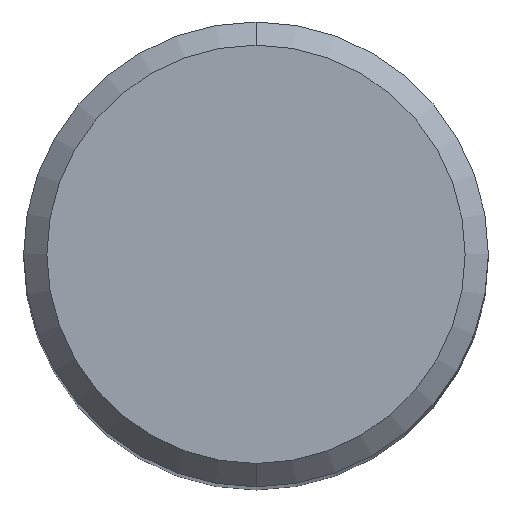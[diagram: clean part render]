
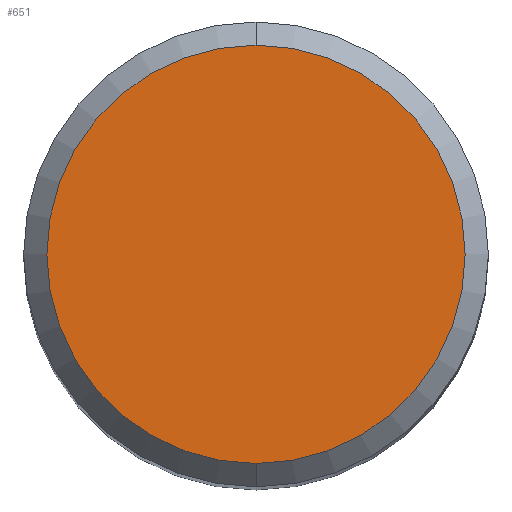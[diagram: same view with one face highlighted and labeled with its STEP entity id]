
A CAD part, top view. The second image highlights one B-rep face of the part: STEP entity #651.
In plain terms, the highlighted planar face has unit normal (0, 0, 1).
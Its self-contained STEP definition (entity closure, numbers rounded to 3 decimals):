
#397=EDGE_CURVE('',#755,#647,#977,.T.);
#623=EDGE_CURVE('',#647,#755,#1227,.T.);
#647=VERTEX_POINT('',#1253);
#651=ADVANCED_FACE('',(#1257),#1258,.T.);
#755=VERTEX_POINT('',#1369);
#977=CIRCLE('',#1779,4.5);
#1227=CIRCLE('',#3274,4.5);
#1253=CARTESIAN_POINT('',(0.0,4.5,0.0));
#1257=FACE_OUTER_BOUND('',#3385,.T.);
#1258=PLANE('',#3386);
#1369=CARTESIAN_POINT('',(0.,-4.5,0.0));
#1779=AXIS2_PLACEMENT_3D('',#5993,#5994,#5995);
#3274=AXIS2_PLACEMENT_3D('',#6305,#6306,#6307);
#3385=EDGE_LOOP('',(#6330,#6331));
#3386=AXIS2_PLACEMENT_3D('',#6332,#6333,#6334);
#5993=CARTESIAN_POINT('',(0.0,0.0,0.0));
#5994=DIRECTION('',(0.0,0.0,-1.0));
#5995=DIRECTION('',(0.0,1.0,0.0));
#6305=CARTESIAN_POINT('',(0.0,0.0,0.0));
#6306=DIRECTION('',(0.0,0.0,-1.0));
#6307=DIRECTION('',(0.0,1.0,0.0));
#6330=ORIENTED_EDGE('',*,*,#623,.F.);
#6331=ORIENTED_EDGE('',*,*,#397,.F.);
#6332=CARTESIAN_POINT('',(0.0,2.25,0.0));
#6333=DIRECTION('',(-0.0,0.0,1.0));
#6334=DIRECTION('',(0.0,-1.0,0.0));
